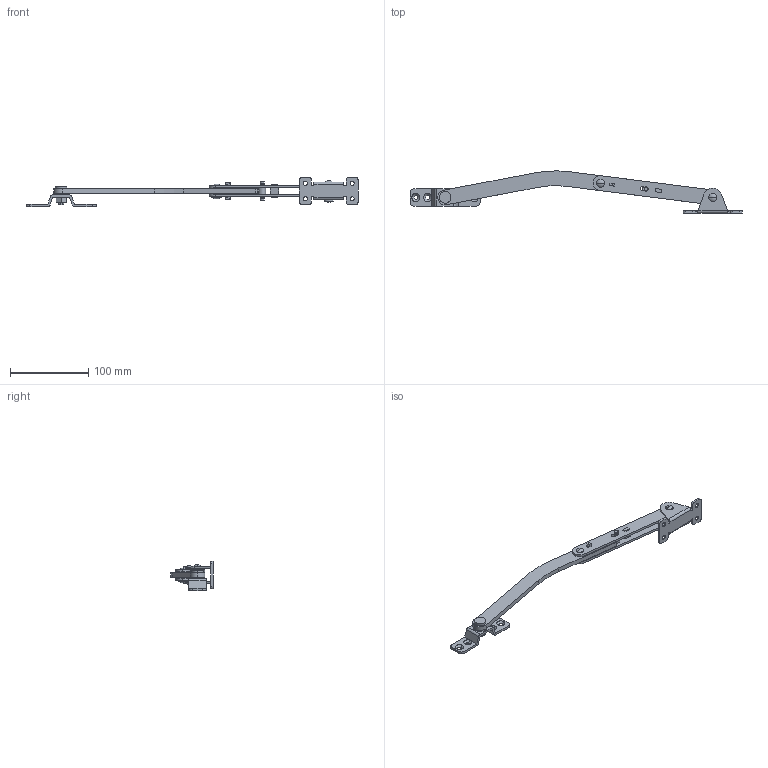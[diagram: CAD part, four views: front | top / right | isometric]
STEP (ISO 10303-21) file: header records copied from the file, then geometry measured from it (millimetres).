
FILE_DESCRIPTION (( 'STEP AP203' ), '1' );
FILE_NAME ('B-1451-1.STEP', '2010-03-02T02:36:31', ( '11sw' ), ( 'タキゲン製造株式会社' ), 'SwSTEP 2.0', 'SolidWorks 2007', '' );
FILE_SCHEMA (( 'CONFIG_CONTROL_DESIGN' ));
Length unit declared in the file: millimetre
Products named in the file (15): B-1451-1僐儘__棉太倌; B-1451-1幉(2)__棉太倌; B-1451-1幉(4)__棉太倌; B-1451-1M10暯嵗嬥__棉太倌; B-1451-1M8暯嵗嬥__棉太倌; B-1451-1; B-1451-1傾乕儉(1)__棉太倌; B-1451-1傾乕儉(2)__棉太倌; B-1451-1僇儔乕__棉太倌; B-1451-1屌掕斅__棉太倌; B-1451-1庢晅嵗(1)__棉太倌; B-1451-1庢晅嵗(2)__棉太倌; B-1451-1幉(1)__棉太倌; B-1451-1幉(3)__棉太倌; 六角ナットM8（2種）_JIS B 1181 Hexagon nut - Class 2 Finished M8 --N
Assembly tree (18 placements, depth 2):
  B-1451-1
    B-1451-1M8暯嵗嬥__棉太倌  x4
    B-1451-1幉(3)__棉太倌
    B-1451-1傾乕儉(2)__棉太倌  x2
    B-1451-1幉(2)__棉太倌
    B-1451-1幉(1)__棉太倌
    B-1451-1屌掕斅__棉太倌
    B-1451-1僇儔乕__棉太倌
    B-1451-1M10暯嵗嬥__棉太倌
    B-1451-1傾乕儉(1)__棉太倌
    B-1451-1僐儘__棉太倌
    B-1451-1庢晅嵗(1)__棉太倌
    B-1451-1庢晅嵗(2)__棉太倌
    六角ナットM8（2種）_JIS B 1181 Hexagon nut - Class 2 Finished M8 --N
    B-1451-1幉(4)__棉太倌
Bounding box: 425.5 x 54.06 x 37.5 mm (x, y, z)
Volume: 69673.7 mm3; surface area: 48163.7 mm2
Topology: 18 solids, 18 shells, 324 faces, 776 edges, 494 vertices
Faces by surface type: plane 139, cylinder 137, cone 32, sphere 8, torus 8
Entity records: 9871 total; most frequent: DIRECTION 1500, CARTESIAN_POINT 1499, ORIENTED_EDGE 1308, EDGE_CURVE 654, AXIS2_PLACEMENT_3D 575, VERTEX_POINT 414, VECTOR 350, LINE 350
